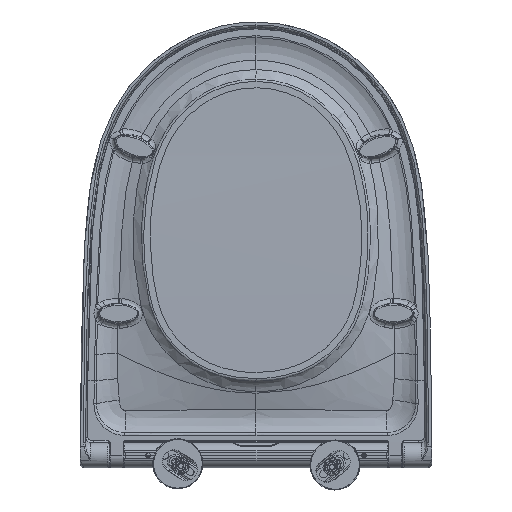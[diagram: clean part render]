
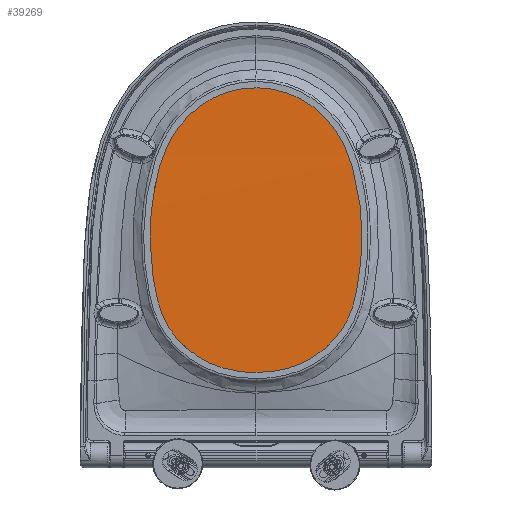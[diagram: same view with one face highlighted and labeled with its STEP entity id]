
A CAD part, top view. The second image highlights one B-rep face of the part: STEP entity #39269.
In plain terms, the highlighted cylindrical face has radius 11404.9 mm (diameter 22809.8 mm), a partial arc.
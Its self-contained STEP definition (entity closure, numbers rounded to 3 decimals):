
#33642=CARTESIAN_POINT('',(449.937,24.357,
0.));
#33681=CARTESIAN_POINT('',(40.055,24.923,
-165.707));
#33741=CARTESIAN_POINT('',(-9.17,-11378.65,0.));
#33742=DIRECTION('',(-1.,0.004,0.));
#33743=DIRECTION('',(0.004,1.,0.015));
#33744=AXIS2_PLACEMENT_3D('',#33741,#33742,#33743);
#34845=CARTESIAN_POINT('',(-9.17,-11378.65,0.));
#34846=DIRECTION('',(1.,-0.004,0.));
#34847=DIRECTION('',(0.004,1.,-0.015));
#34848=AXIS2_PLACEMENT_3D('',#34845,#34846,#34847);
#34850=CARTESIAN_POINT('',(40.048,24.923,165.707));
#34851=CARTESIAN_POINT('',(60.877,24.835,165.597));
#34852=CARTESIAN_POINT('',(102.526,24.66,165.222));
#34853=CARTESIAN_POINT('',(165.013,24.403,164.355));
#34854=CARTESIAN_POINT('',(217.018,24.201,162.768));
#34855=CARTESIAN_POINT('',(258.494,24.062,159.976));
#34856=CARTESIAN_POINT('',(299.754,23.944,155.635));
#34857=CARTESIAN_POINT('',(340.345,23.891,146.734));
#34858=CARTESIAN_POINT('',(377.279,23.951,128.459));
#34859=CARTESIAN_POINT('',(410.02,24.074,103.475));
#34860=CARTESIAN_POINT('',(440.863,24.279,61.317));
#34861=CARTESIAN_POINT('',(449.937,24.357,20.46));
#34862=CARTESIAN_POINT('',(449.937,24.357,
0.));
#34864=CARTESIAN_POINT('',(449.937,24.357,
0.));
#34865=CARTESIAN_POINT('',(449.937,24.357,
-20.46));
#34866=CARTESIAN_POINT('',(440.863,24.279,
-61.317));
#34867=CARTESIAN_POINT('',(410.02,24.074,
-103.475));
#34868=CARTESIAN_POINT('',(377.279,23.951,
-128.459));
#34869=CARTESIAN_POINT('',(340.345,23.891,
-146.734));
#34870=CARTESIAN_POINT('',(299.754,23.944,
-155.635));
#34871=CARTESIAN_POINT('',(258.494,24.062,
-159.976));
#34872=CARTESIAN_POINT('',(217.018,24.201,
-162.768));
#34873=CARTESIAN_POINT('',(165.014,24.403,
-164.355));
#34874=CARTESIAN_POINT('',(102.522,24.66,
-165.222));
#34875=CARTESIAN_POINT('',(60.884,24.835,
-165.597));
#34876=CARTESIAN_POINT('',(40.055,24.923,
-165.707));
#34878=CARTESIAN_POINT('',(350.331,24.112,124.066));
#34879=CARTESIAN_POINT('',(350.329,24.098,125.348));
#34880=CARTESIAN_POINT('',(349.995,24.073,127.813));
#34881=CARTESIAN_POINT('',(348.538,24.039,131.322));
#34882=CARTESIAN_POINT('',(346.232,24.014,134.308));
#34883=CARTESIAN_POINT('',(343.235,24.,136.599));
#34884=CARTESIAN_POINT('',(339.751,23.998,138.036));
#34885=CARTESIAN_POINT('',(336.017,24.008,138.526));
#34886=CARTESIAN_POINT('',(332.283,24.03,138.036));
#34887=CARTESIAN_POINT('',(328.8,24.062,136.599));
#34888=CARTESIAN_POINT('',(325.803,24.102,134.308));
#34889=CARTESIAN_POINT('',(323.496,24.147,131.322));
#34890=CARTESIAN_POINT('',(322.04,24.193,127.813));
#34891=CARTESIAN_POINT('',(321.706,24.222,125.348));
#34892=CARTESIAN_POINT('',(321.704,24.236,124.065));
#34894=CARTESIAN_POINT('',(321.704,24.236,124.065));
#34895=CARTESIAN_POINT('',(321.702,24.25,122.78));
#34896=CARTESIAN_POINT('',(322.03,24.275,120.309));
#34897=CARTESIAN_POINT('',(323.477,24.305,116.798));
#34898=CARTESIAN_POINT('',(325.78,24.326,113.799));
#34899=CARTESIAN_POINT('',(328.789,24.335,111.492));
#34900=CARTESIAN_POINT('',(332.282,24.334,110.05));
#34901=CARTESIAN_POINT('',(336.018,24.323,109.561));
#34902=CARTESIAN_POINT('',(339.753,24.302,110.05));
#34903=CARTESIAN_POINT('',(343.246,24.273,111.492));
#34904=CARTESIAN_POINT('',(346.255,24.237,113.8));
#34905=CARTESIAN_POINT('',(348.558,24.197,116.799));
#34906=CARTESIAN_POINT('',(350.004,24.154,120.309));
#34907=CARTESIAN_POINT('',(350.333,24.126,122.779));
#34908=CARTESIAN_POINT('',(350.331,24.112,124.066));
#35128=CARTESIAN_POINT('',(350.331,24.112,
-124.066));
#35129=CARTESIAN_POINT('',(350.329,24.099,
-125.341));
#35130=CARTESIAN_POINT('',(349.998,24.073,
-127.797));
#35131=CARTESIAN_POINT('',(348.551,24.039,
-131.299));
#35132=CARTESIAN_POINT('',(346.252,24.014,
-134.287));
#35133=CARTESIAN_POINT('',(343.26,24.,
-136.585));
#35134=CARTESIAN_POINT('',(339.776,23.998,
-138.03));
#35135=CARTESIAN_POINT('',(336.037,24.008,
-138.527));
#35136=CARTESIAN_POINT('',(332.296,24.03,
-138.04));
#35137=CARTESIAN_POINT('',(328.805,24.062,
-136.603));
#35138=CARTESIAN_POINT('',(325.803,24.102,
-134.309));
#35139=CARTESIAN_POINT('',(323.495,24.147,
-131.32));
#35140=CARTESIAN_POINT('',(322.039,24.193,
-127.81));
#35141=CARTESIAN_POINT('',(321.706,24.222,
-125.347));
#35142=CARTESIAN_POINT('',(321.704,24.236,
-124.065));
#35150=CARTESIAN_POINT('',(321.704,24.236,
-124.065));
#35151=CARTESIAN_POINT('',(321.702,24.25,
-122.785));
#35152=CARTESIAN_POINT('',(322.027,24.275,
-120.322));
#35153=CARTESIAN_POINT('',(323.468,24.305,
-116.813));
#35154=CARTESIAN_POINT('',(325.766,24.326,
-113.813));
#35155=CARTESIAN_POINT('',(328.769,24.335,
-111.503));
#35156=CARTESIAN_POINT('',(332.263,24.334,
-110.055));
#35157=CARTESIAN_POINT('',(336.008,24.323,
-109.56));
#35158=CARTESIAN_POINT('',(339.757,24.302,
-110.05));
#35159=CARTESIAN_POINT('',(343.256,24.273,
-111.498));
#35160=CARTESIAN_POINT('',(346.257,24.237,
-113.803));
#35161=CARTESIAN_POINT('',(348.557,24.197,
-116.797));
#35162=CARTESIAN_POINT('',(350.004,24.154,
-120.307));
#35163=CARTESIAN_POINT('',(350.333,24.126,
-122.779));
#35164=CARTESIAN_POINT('',(350.331,24.112,
-124.066));
#35391=VERTEX_POINT('',#33642);
#35392=VERTEX_POINT('',#34850);
#35393=VERTEX_POINT('',#33681);
#35404=CARTESIAN_POINT('',(40.084,26.127,
0.));
#35406=VERTEX_POINT('',#35404);
#35497=VERTEX_POINT('',#34878);
#35498=VERTEX_POINT('',#34892);
#35499=VERTEX_POINT('',#35128);
#35500=VERTEX_POINT('',#35142);
#39246=CARTESIAN_POINT('',(-49.263,-11378.477,0.));
#39247=DIRECTION('',(1.,-0.004,0.));
#39248=DIRECTION('',(0.004,1.,0.));
#39249=AXIS2_PLACEMENT_3D('',#39246,#39247,#39248);
#39250=CYLINDRICAL_SURFACE('',#39249,11404.883);
#39251=ORIENTED_EDGE('',*,*,#36169,.T.);
#39252=ORIENTED_EDGE('',*,*,#36198,.F.);
#39253=ORIENTED_EDGE('',*,*,#35921,.T.);
#39254=ORIENTED_EDGE('',*,*,#36113,.T.);
#39255=EDGE_LOOP('',(#39251,#39252,#39253,#39254));
#39256=FACE_OUTER_BOUND('',#39255,.F.);
#39258=ORIENTED_EDGE('',*,*,#39257,.T.);
#39260=ORIENTED_EDGE('',*,*,#39259,.T.);
#39261=EDGE_LOOP('',(#39258,#39260));
#39262=FACE_BOUND('',#39261,.F.);
#39264=ORIENTED_EDGE('',*,*,#39263,.F.);
#39266=ORIENTED_EDGE('',*,*,#39265,.F.);
#39267=EDGE_LOOP('',(#39264,#39266));
#39268=FACE_BOUND('',#39267,.F.);
#33745=CIRCLE('',#33744,11404.883);
#34849=CIRCLE('',#34848,11404.883);
#34863=B_SPLINE_CURVE_WITH_KNOTS('',3,(#34850,#34851,#34852,#34853,#34854,
#34855,#34856,#34857,#34858,#34859,#34860,#34861,#34862),.UNSPECIFIED.,.F.,.F.,(
4,1,1,1,1,1,1,1,1,1,4),(0.,0.125,0.25,0.375,0.438,0.5,0.625,
0.688,0.75,0.875,1.),.UNSPECIFIED.);
#34877=B_SPLINE_CURVE_WITH_KNOTS('',3,(#34864,#34865,#34866,#34867,#34868,
#34869,#34870,#34871,#34872,#34873,#34874,#34875,#34876),.UNSPECIFIED.,.F.,.F.,(
4,1,1,1,1,1,1,1,1,1,4),(0.,0.125,0.25,0.313,0.375,0.5,0.563,
0.625,0.75,0.875,1.),.UNSPECIFIED.);
#34893=B_SPLINE_CURVE_WITH_KNOTS('',3,(#34878,#34879,#34880,#34881,#34882,
#34883,#34884,#34885,#34886,#34887,#34888,#34889,#34890,#34891,#34892),
.UNSPECIFIED.,.F.,.F.,(4,1,1,1,1,1,1,1,1,1,1,1,4),(0.,0.083,
0.167,0.25,0.333,0.417,0.5,
0.583,0.667,0.75,0.833,0.917,
1.),.UNSPECIFIED.);
#34909=B_SPLINE_CURVE_WITH_KNOTS('',3,(#34894,#34895,#34896,#34897,#34898,
#34899,#34900,#34901,#34902,#34903,#34904,#34905,#34906,#34907,#34908),
.UNSPECIFIED.,.F.,.F.,(4,1,1,1,1,1,1,1,1,1,1,1,4),(0.,0.083,
0.167,0.25,0.333,0.417,0.5,
0.583,0.667,0.75,0.833,0.917,
1.),.UNSPECIFIED.);
#35143=B_SPLINE_CURVE_WITH_KNOTS('',3,(#35128,#35129,#35130,#35131,#35132,
#35133,#35134,#35135,#35136,#35137,#35138,#35139,#35140,#35141,#35142),
.UNSPECIFIED.,.F.,.F.,(4,1,1,1,1,1,1,1,1,1,1,1,4),(0.,0.083,
0.167,0.25,0.333,0.417,0.5,
0.583,0.667,0.75,0.833,0.917,
1.),.UNSPECIFIED.);
#35165=B_SPLINE_CURVE_WITH_KNOTS('',3,(#35150,#35151,#35152,#35153,#35154,
#35155,#35156,#35157,#35158,#35159,#35160,#35161,#35162,#35163,#35164),
.UNSPECIFIED.,.F.,.F.,(4,1,1,1,1,1,1,1,1,1,1,1,4),(0.,0.083,
0.167,0.25,0.333,0.417,0.5,
0.583,0.667,0.75,0.833,0.917,
1.),.UNSPECIFIED.);
#35921=EDGE_CURVE('',#35392,#35391,#34863,.T.);
#36113=EDGE_CURVE('',#35391,#35393,#34877,.T.);
#36169=EDGE_CURVE('',#35393,#35406,#34849,.T.);
#36198=EDGE_CURVE('',#35392,#35406,#33745,.T.);
#39257=EDGE_CURVE('',#35497,#35498,#34893,.T.);
#39259=EDGE_CURVE('',#35498,#35497,#34909,.T.);
#39263=EDGE_CURVE('',#35499,#35500,#35143,.T.);
#39265=EDGE_CURVE('',#35500,#35499,#35165,.T.);
#39269=ADVANCED_FACE('',(#39256,#39262,#39268),#39250,.F.);
